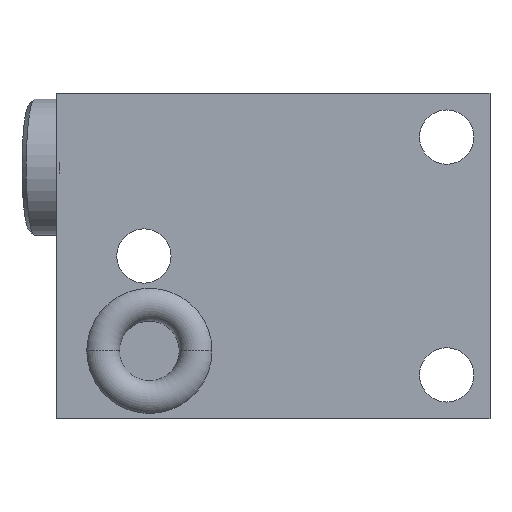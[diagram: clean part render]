
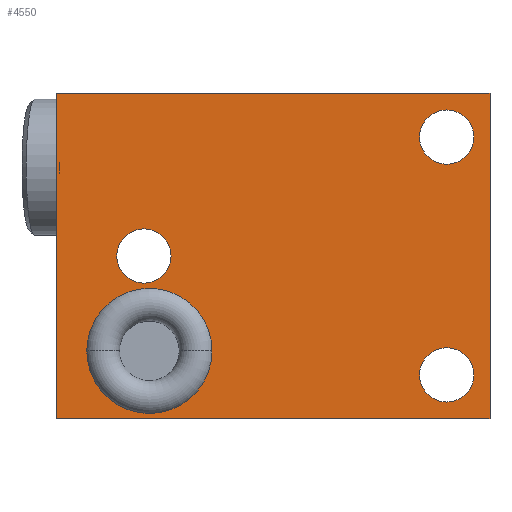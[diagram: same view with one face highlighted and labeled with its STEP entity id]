
A CAD part, front view. The second image highlights one B-rep face of the part: STEP entity #4550.
In plain terms, the highlighted planar face has unit normal (0, -1, 0).
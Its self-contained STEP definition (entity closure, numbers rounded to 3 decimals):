
#94=DIRECTION('',(1.,0.,0.));
#95=VECTOR('',#94,44.45);
#96=CARTESIAN_POINT('',(-27.,-10.617,-16.675));
#97=LINE('',#96,#95);
#182=DIRECTION('',(1.,0.,0.));
#183=VECTOR('',#182,44.45);
#184=CARTESIAN_POINT('',(-27.,-10.617,16.675));
#185=LINE('',#184,#183);
#203=DIRECTION('',(0.,0.,1.));
#204=VECTOR('',#203,33.35);
#205=CARTESIAN_POINT('',(17.45,-10.617,-16.675));
#206=LINE('',#205,#204);
#210=DIRECTION('',(0.,0.,1.));
#211=VECTOR('',#210,33.35);
#212=CARTESIAN_POINT('',(-27.,-10.617,-16.675));
#213=LINE('',#212,#211);
#217=CARTESIAN_POINT('',(13.005,-10.617,12.192));
#218=DIRECTION('',(0.,1.,0.));
#219=DIRECTION('',(-1.,0.,0.));
#220=AXIS2_PLACEMENT_3D('',#217,#218,#219);
#225=CARTESIAN_POINT('',(13.005,-10.617,12.192));
#226=DIRECTION('',(0.,1.,0.));
#227=DIRECTION('',(1.,0.,0.));
#228=AXIS2_PLACEMENT_3D('',#225,#226,#227);
#233=CARTESIAN_POINT('',(13.005,-10.617,-12.192));
#234=DIRECTION('',(0.,1.,0.));
#235=DIRECTION('',(-1.,0.,0.));
#236=AXIS2_PLACEMENT_3D('',#233,#234,#235);
#241=CARTESIAN_POINT('',(13.005,-10.617,-12.192));
#242=DIRECTION('',(0.,1.,0.));
#243=DIRECTION('',(1.,0.,0.));
#244=AXIS2_PLACEMENT_3D('',#241,#242,#243);
#249=CARTESIAN_POINT('',(-18.034,-10.617,0.));
#250=DIRECTION('',(0.,1.,0.));
#251=DIRECTION('',(-1.,0.,0.));
#252=AXIS2_PLACEMENT_3D('',#249,#250,#251);
#257=CARTESIAN_POINT('',(-18.034,-10.617,0.));
#258=DIRECTION('',(0.,1.,0.));
#259=DIRECTION('',(1.,0.,0.));
#260=AXIS2_PLACEMENT_3D('',#257,#258,#259);
#265=CARTESIAN_POINT('',(-17.475,-10.617,-9.728));
#266=DIRECTION('',(0.,1.,0.));
#267=DIRECTION('',(-1.,0.,0.));
#268=AXIS2_PLACEMENT_3D('',#265,#266,#267);
#273=CARTESIAN_POINT('',(-17.475,-10.617,-9.728));
#274=DIRECTION('',(0.,1.,0.));
#275=DIRECTION('',(1.,0.,0.));
#276=AXIS2_PLACEMENT_3D('',#273,#274,#275);
#4264=CARTESIAN_POINT('',(-27.,-10.617,-16.675));
#4265=VERTEX_POINT('',#4264);
#4266=CARTESIAN_POINT('',(17.45,-10.617,-16.675));
#4267=VERTEX_POINT('',#4266);
#4272=CARTESIAN_POINT('',(-27.,-10.617,16.675));
#4273=CARTESIAN_POINT('',(17.45,-10.617,16.675));
#4274=VERTEX_POINT('',#4272);
#4275=VERTEX_POINT('',#4273);
#4292=CARTESIAN_POINT('',(10.224,-10.617,12.192));
#4293=CARTESIAN_POINT('',(15.786,-10.617,12.192));
#4294=VERTEX_POINT('',#4292);
#4295=VERTEX_POINT('',#4293);
#4296=CARTESIAN_POINT('',(10.224,-10.617,-12.192));
#4297=CARTESIAN_POINT('',(15.786,-10.617,-12.192));
#4298=VERTEX_POINT('',#4296);
#4299=VERTEX_POINT('',#4297);
#4300=CARTESIAN_POINT('',(-20.815,-10.617,0.));
#4301=CARTESIAN_POINT('',(-15.253,-10.617,0.));
#4302=VERTEX_POINT('',#4300);
#4303=VERTEX_POINT('',#4301);
#4352=CARTESIAN_POINT('',(-23.894,-10.617,-9.728));
#4353=CARTESIAN_POINT('',(-11.057,-10.617,-9.728));
#4354=VERTEX_POINT('',#4352);
#4355=VERTEX_POINT('',#4353);
#4515=CARTESIAN_POINT('',(-27.,-10.617,-16.675));
#4516=DIRECTION('',(0.,-1.,0.));
#4517=DIRECTION('',(1.,0.,0.));
#4518=AXIS2_PLACEMENT_3D('',#4515,#4516,#4517);
#4519=PLANE('',#4518);
#4520=ORIENTED_EDGE('',*,*,#4427,.F.);
#4521=ORIENTED_EDGE('',*,*,#4443,.T.);
#4522=ORIENTED_EDGE('',*,*,#4495,.T.);
#4523=ORIENTED_EDGE('',*,*,#4508,.F.);
#4524=EDGE_LOOP('',(#4520,#4521,#4522,#4523));
#4525=FACE_OUTER_BOUND('',#4524,.F.);
#4527=ORIENTED_EDGE('',*,*,#4526,.F.);
#4529=ORIENTED_EDGE('',*,*,#4528,.F.);
#4530=EDGE_LOOP('',(#4527,#4529));
#4531=FACE_BOUND('',#4530,.F.);
#4533=ORIENTED_EDGE('',*,*,#4532,.F.);
#4535=ORIENTED_EDGE('',*,*,#4534,.F.);
#4536=EDGE_LOOP('',(#4533,#4535));
#4537=FACE_BOUND('',#4536,.F.);
#4539=ORIENTED_EDGE('',*,*,#4538,.F.);
#4541=ORIENTED_EDGE('',*,*,#4540,.F.);
#4542=EDGE_LOOP('',(#4539,#4541));
#4543=FACE_BOUND('',#4542,.F.);
#4545=ORIENTED_EDGE('',*,*,#4544,.F.);
#4547=ORIENTED_EDGE('',*,*,#4546,.F.);
#4548=EDGE_LOOP('',(#4545,#4547));
#4549=FACE_BOUND('',#4548,.F.);
#221=CIRCLE('',#220,2.781);
#229=CIRCLE('',#228,2.781);
#237=CIRCLE('',#236,2.781);
#245=CIRCLE('',#244,2.781);
#253=CIRCLE('',#252,2.781);
#261=CIRCLE('',#260,2.781);
#269=CIRCLE('',#268,6.418);
#277=CIRCLE('',#276,6.418);
#4427=EDGE_CURVE('',#4265,#4267,#97,.T.);
#4443=EDGE_CURVE('',#4265,#4274,#213,.T.);
#4495=EDGE_CURVE('',#4274,#4275,#185,.T.);
#4508=EDGE_CURVE('',#4267,#4275,#206,.T.);
#4526=EDGE_CURVE('',#4294,#4295,#221,.T.);
#4528=EDGE_CURVE('',#4295,#4294,#229,.T.);
#4532=EDGE_CURVE('',#4298,#4299,#237,.T.);
#4534=EDGE_CURVE('',#4299,#4298,#245,.T.);
#4538=EDGE_CURVE('',#4302,#4303,#253,.T.);
#4540=EDGE_CURVE('',#4303,#4302,#261,.T.);
#4544=EDGE_CURVE('',#4354,#4355,#269,.T.);
#4546=EDGE_CURVE('',#4355,#4354,#277,.T.);
#4550=ADVANCED_FACE('',(#4525,#4531,#4537,#4543,#4549),#4519,.T.);
